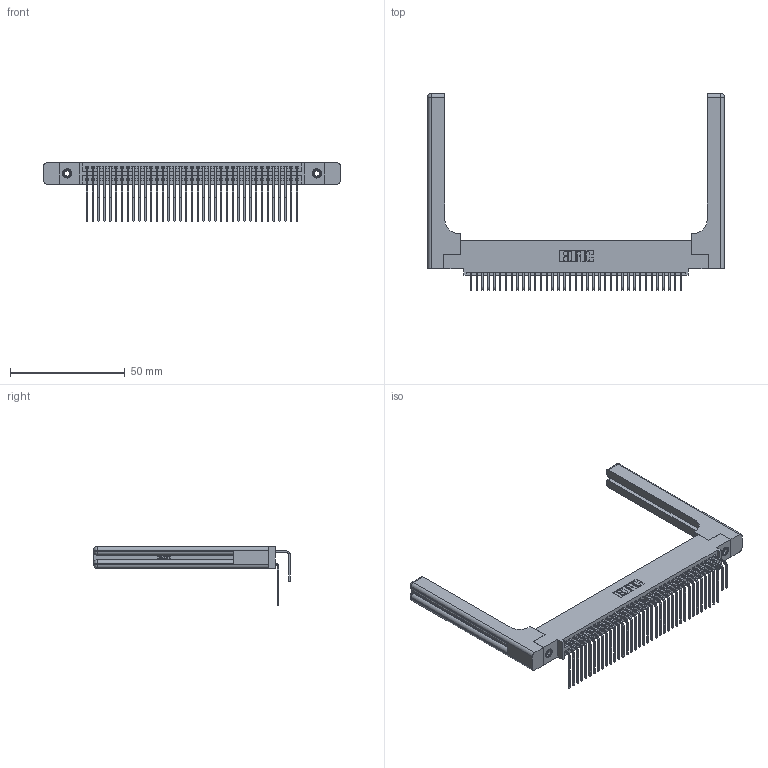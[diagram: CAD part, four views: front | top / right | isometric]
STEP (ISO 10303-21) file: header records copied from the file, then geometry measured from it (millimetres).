
FILE_DESCRIPTION (( 'STEP AP203' ), '1' );
FILE_NAME ('345-074-558-558.STEP', '2019-10-31T08:14:08', ( '' ), ( '' ), 'SwSTEP 2.0', 'SolidWorks 2016', '' );
FILE_SCHEMA (( 'CONFIG_CONTROL_DESIGN' ));
Length unit declared in the file: inch
Products named in the file (6): 345 Part_0.110 Offset - 0.156 Dia-TH; 345-292-001_558 559 Tail - 1; 345-074-558-558; 345-292-001_558 Tail - 2; 345-220-058_345-220-058; 345-250-001_345-250-001-102
Assembly tree (79 placements, depth 2):
  345-074-558-558
    345 Part_0.110 Offset - 0.156 Dia-TH
    345-292-001_558 559 Tail - 1  x37
    345-292-001_558 Tail - 2  x37
    345-250-001_345-250-001-102  x2
    345-220-058_345-220-058  x2
Bounding box: 129.01 x 85.59 x 25.53 mm (x, y, z)
Volume: 21314.1 mm3; surface area: 26040.3 mm2
Topology: 79 solids, 79 shells, 4234 faces, 12489 edges, 8206 vertices
Faces by surface type: plane 2822, cylinder 1352, bspline 36, cone 12, sphere 8, torus 4
Entity records: 36670 total; most frequent: CARTESIAN_POINT 7192, ORIENTED_EDGE 5872, DIRECTION 5252, EDGE_CURVE 2936, VECTOR 2524, LINE 2524, VERTEX_POINT 1946, AXIS2_PLACEMENT_3D 1364
